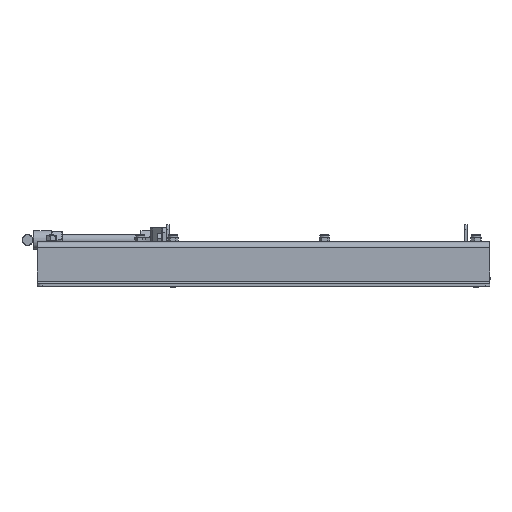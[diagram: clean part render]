
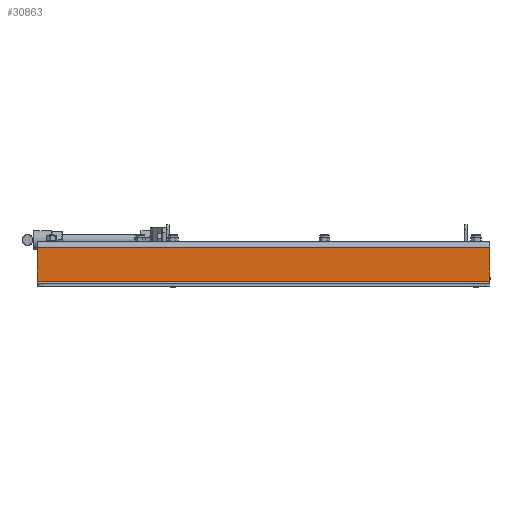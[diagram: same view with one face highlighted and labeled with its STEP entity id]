
A CAD part, left-side view. The second image highlights one B-rep face of the part: STEP entity #30863.
In plain terms, the highlighted planar face has unit normal (-1, 0, 0).
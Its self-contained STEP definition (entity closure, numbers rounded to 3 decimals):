
#1201 = CARTESIAN_POINT ( 'NONE',  ( -374.5, -242., -18. ) ) ;
#1547 = VECTOR ( 'NONE', #30283, 1000. ) ;
#2534 = DIRECTION ( 'NONE',  ( 0., 0., 1. ) ) ;
#3455 = VERTEX_POINT ( 'NONE', #12065 ) ;
#3813 = DIRECTION ( 'NONE',  ( 0., -1., 0. ) ) ;
#5257 = DIRECTION ( 'NONE',  ( 0., 1., 0. ) ) ;
#6618 = ORIENTED_EDGE ( 'NONE', *, *, #27986, .T. ) ;
#6988 = VERTEX_POINT ( 'NONE', #17625 ) ;
#9157 = ORIENTED_EDGE ( 'NONE', *, *, #19965, .F. ) ;
#9398 = LINE ( 'NONE', #24586, #23157 ) ;
#9618 = EDGE_CURVE ( 'NONE', #28294, #3455, #9398, .T. ) ;
#9953 = CARTESIAN_POINT ( 'NONE',  ( -374.5, -242., -22.5 ) ) ;
#12065 = CARTESIAN_POINT ( 'NONE',  ( -374.5, 242., 18. ) ) ;
#13879 = FACE_OUTER_BOUND ( 'NONE', #29367, .T. ) ;
#15439 = CARTESIAN_POINT ( 'NONE',  ( -374.5, 242., 18. ) ) ;
#16347 = DIRECTION ( 'NONE',  ( 1., 0., 0. ) ) ;
#16504 = CARTESIAN_POINT ( 'NONE',  ( -374.5, 242., -22.5 ) ) ;
#17455 = LINE ( 'NONE', #27839, #26294 ) ;
#17471 = DIRECTION ( 'NONE',  ( 0., 0., 1. ) ) ;
#17625 = CARTESIAN_POINT ( 'NONE',  ( -374.5, -242., 18. ) ) ;
#19965 = EDGE_CURVE ( 'NONE', #28176, #28294, #17455, .T. ) ;
#20000 = EDGE_CURVE ( 'NONE', #3455, #6988, #24421, .T. ) ;
#23157 = VECTOR ( 'NONE', #17471, 1000. ) ;
#24421 = LINE ( 'NONE', #15439, #1547 ) ;
#24586 = CARTESIAN_POINT ( 'NONE',  ( -374.5, 242., -22.5 ) ) ;
#24988 = VECTOR ( 'NONE', #2534, 1000. ) ;
#26294 = VECTOR ( 'NONE', #5257, 1000. ) ;
#27017 = AXIS2_PLACEMENT_3D ( 'NONE', #16504, #16347, #3813 ) ;
#27406 = CARTESIAN_POINT ( 'NONE',  ( -374.5, 242., -18. ) ) ;
#27839 = CARTESIAN_POINT ( 'NONE',  ( -374.5, 242., -18. ) ) ;
#27986 = EDGE_CURVE ( 'NONE', #28176, #6988, #32558, .T. ) ;
#28100 = ORIENTED_EDGE ( 'NONE', *, *, #9618, .F. ) ;
#28176 = VERTEX_POINT ( 'NONE', #1201 ) ;
#28294 = VERTEX_POINT ( 'NONE', #27406 ) ;
#29367 = EDGE_LOOP ( 'NONE', ( #28100, #9157, #6618, #31296 ) ) ;
#30283 = DIRECTION ( 'NONE',  ( 0., -1., 0. ) ) ;
#30863 = ADVANCED_FACE ( 'NONE', ( #13879 ), #31997, .F. ) ;
#31296 = ORIENTED_EDGE ( 'NONE', *, *, #20000, .F. ) ;
#31997 = PLANE ( 'NONE',  #27017 ) ;
#32558 = LINE ( 'NONE', #9953, #24988 ) ;
